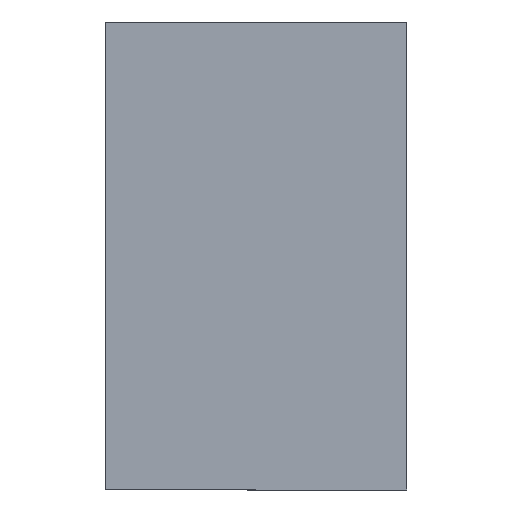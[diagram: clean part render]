
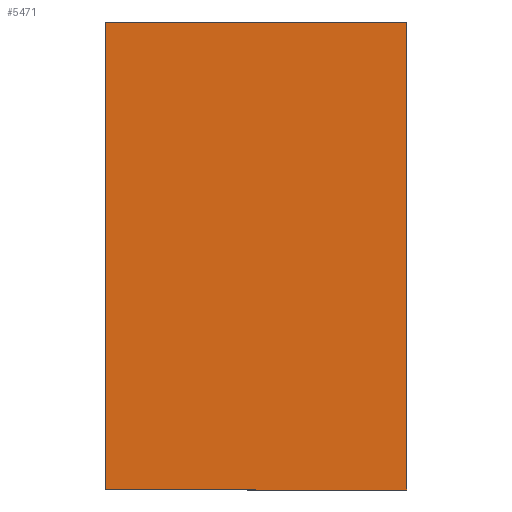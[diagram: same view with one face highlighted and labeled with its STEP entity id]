
A CAD part, front view. The second image highlights one B-rep face of the part: STEP entity #5471.
In plain terms, the highlighted planar face has unit normal (0, -1, 0).
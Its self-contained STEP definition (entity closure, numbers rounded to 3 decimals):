
#728 = CARTESIAN_POINT ( 'NONE',  ( -2.125, -5.55, -3.8 ) ) ;
#1141 = ORIENTED_EDGE ( 'NONE', *, *, #12947, .T. ) ;
#1287 = CARTESIAN_POINT ( 'NONE',  ( 2.775, -5.55, -3.8 ) ) ;
#2174 = EDGE_CURVE ( 'Defeature ausgef�hrt1_228+Defeature ausgef�hrt1_226+Defeature ausgef�hrt1_229+Defeature ausgef�hrt1_233', #10527, #6135, #6056, .T. ) ;
#3544 = EDGE_CURVE ( 'Defeature ausgef�hrt1_227+Defeature ausgef�hrt1_228+Defeature ausgef�hrt1_229+Defeature ausgef�hrt1_233', #6209, #9999, #12058, .T. ) ;
#3807 = CARTESIAN_POINT ( 'NONE',  ( -2.125, -5.55, 3.8 ) ) ;
#4176 = EDGE_CURVE ( 'Defeature ausgef�hrt1_233+Defeature ausgef�hrt1_228+Defeature ausgef�hrt1_227+Defeature ausgef�hrt1_226', #9999, #6135, #4436, .T. ) ;
#4436 = LINE ( 'NONE', #13238, #12671 ) ;
#4553 = DIRECTION ( 'NONE',  ( 0., 0., 1. ) ) ;
#4754 = ORIENTED_EDGE ( 'NONE', *, *, #4176, .F. ) ;
#4769 = CARTESIAN_POINT ( 'NONE',  ( -2.125, -5.55, -3.8 ) ) ;
#4978 = CARTESIAN_POINT ( 'NONE',  ( -2.125, -5.55, -3.8 ) ) ;
#5471 = ADVANCED_FACE ( 'Defeature ausgef�hrt1_228', ( #14316 ), #14687, .F. ) ;
#5635 = CARTESIAN_POINT ( 'NONE',  ( -2.125, -5.55, 3.8 ) ) ;
#6056 = LINE ( 'NONE', #5635, #13701 ) ;
#6135 = VERTEX_POINT ( 'NONE', #3807 ) ;
#6209 = VERTEX_POINT ( 'NONE', #1287 ) ;
#7237 = DIRECTION ( 'NONE',  ( 1., 0., 0. ) ) ;
#7514 = VECTOR ( 'NONE', #4553, 1000. ) ;
#8252 = ORIENTED_EDGE ( 'NONE', *, *, #2174, .T. ) ;
#8516 = DIRECTION ( 'NONE',  ( 0., 1., 0. ) ) ;
#9999 = VERTEX_POINT ( 'NONE', #4978 ) ;
#10442 = AXIS2_PLACEMENT_3D ( 'NONE', #4769, #8516, #7237 ) ;
#10527 = VERTEX_POINT ( 'NONE', #15903 ) ;
#12058 = LINE ( 'NONE', #728, #13430 ) ;
#12064 = CARTESIAN_POINT ( 'NONE',  ( 2.775, -5.55, -3.8 ) ) ;
#12671 = VECTOR ( 'NONE', #15684, 1000. ) ;
#12825 = LINE ( 'NONE', #12064, #7514 ) ;
#12947 = EDGE_CURVE ( 'Defeature ausgef�hrt1_228+Defeature ausgef�hrt1_229+Defeature ausgef�hrt1_227+Defeature ausgef�hrt1_226', #6209, #10527, #12825, .T. ) ;
#13101 = ORIENTED_EDGE ( 'NONE', *, *, #3544, .F. ) ;
#13238 = CARTESIAN_POINT ( 'NONE',  ( -2.125, -5.55, -3.8 ) ) ;
#13430 = VECTOR ( 'NONE', #14701, 1000. ) ;
#13701 = VECTOR ( 'NONE', #14456, 1000. ) ;
#14316 = FACE_OUTER_BOUND ( 'NONE', #14347, .T. ) ;
#14347 = EDGE_LOOP ( 'NONE', ( #8252, #4754, #13101, #1141 ) ) ;
#14456 = DIRECTION ( 'NONE',  ( -1., 0., 0. ) ) ;
#14687 = PLANE ( 'NONE',  #10442 ) ;
#14701 = DIRECTION ( 'NONE',  ( -1., 0., 0. ) ) ;
#15684 = DIRECTION ( 'NONE',  ( 0., 0., 1. ) ) ;
#15903 = CARTESIAN_POINT ( 'NONE',  ( 2.775, -5.55, 3.8 ) ) ;
